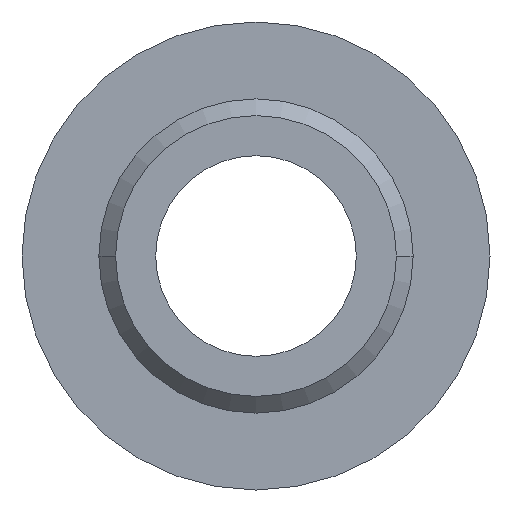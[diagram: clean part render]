
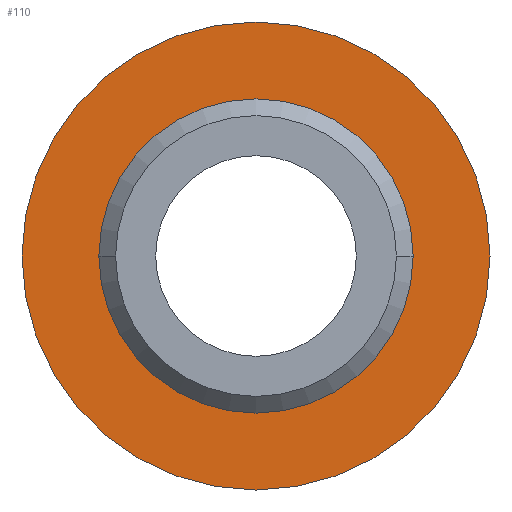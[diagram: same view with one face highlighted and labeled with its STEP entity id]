
A CAD part, front view. The second image highlights one B-rep face of the part: STEP entity #110.
In plain terms, the highlighted planar face has unit normal (0, -1, 0).
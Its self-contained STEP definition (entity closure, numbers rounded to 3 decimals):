
#110=ADVANCED_FACE('',(#221,#222),#223,.T.);
#221=FACE_BOUND('',#328,.T.);
#222=FACE_OUTER_BOUND('',#329,.T.);
#223=PLANE('',#330);
#328=EDGE_LOOP('',(#567,#568));
#329=EDGE_LOOP('',(#569,#570));
#330=AXIS2_PLACEMENT_3D('',#571,#572,#573);
#567=ORIENTED_EDGE('',*,*,#636,.T.);
#568=ORIENTED_EDGE('',*,*,#670,.T.);
#569=ORIENTED_EDGE('',*,*,#659,.T.);
#570=ORIENTED_EDGE('',*,*,#700,.T.);
#571=CARTESIAN_POINT('',(0.0,10.5,0.0));
#572=DIRECTION('',(0.0,-1.0,0.0));
#573=DIRECTION('',(-1.0,0.0,0.0));
#636=EDGE_CURVE('',#756,#754,#757,.T.);
#659=EDGE_CURVE('',#785,#790,#792,.T.);
#670=EDGE_CURVE('',#754,#756,#804,.T.);
#700=EDGE_CURVE('',#790,#785,#838,.T.);
#754=VERTEX_POINT('',#904);
#756=VERTEX_POINT('',#907);
#757=CIRCLE('',#908,4.7);
#785=VERTEX_POINT('',#939);
#790=VERTEX_POINT('',#945);
#792=CIRCLE('',#948,7.0);
#804=CIRCLE('',#960,4.7);
#838=CIRCLE('',#1002,7.0);
#904=CARTESIAN_POINT('',(4.7,10.5,0.));
#907=CARTESIAN_POINT('',(-4.7,10.5,0.));
#908=AXIS2_PLACEMENT_3D('',#1050,#1051,#1052);
#939=CARTESIAN_POINT('',(7.0,10.5,0.0));
#945=CARTESIAN_POINT('',(-7.0,10.5,0.));
#948=AXIS2_PLACEMENT_3D('',#1094,#1095,#1096);
#960=AXIS2_PLACEMENT_3D('',#1115,#1116,#1117);
#1002=AXIS2_PLACEMENT_3D('',#1153,#1154,#1155);
#1050=CARTESIAN_POINT('',(0.0,10.5,0.0));
#1051=DIRECTION('',(-0.0,1.0,0.0));
#1052=DIRECTION('',(1.0,0.0,0.0));
#1094=CARTESIAN_POINT('',(0.0,10.5,0.0));
#1095=DIRECTION('',(0.0,-1.0,0.0));
#1096=DIRECTION('',(1.0,0.0,0.0));
#1115=CARTESIAN_POINT('',(0.0,10.5,0.0));
#1116=DIRECTION('',(-0.0,1.0,0.0));
#1117=DIRECTION('',(1.0,0.0,0.0));
#1153=CARTESIAN_POINT('',(0.0,10.5,0.0));
#1154=DIRECTION('',(0.0,-1.0,0.0));
#1155=DIRECTION('',(1.0,0.0,0.0));
